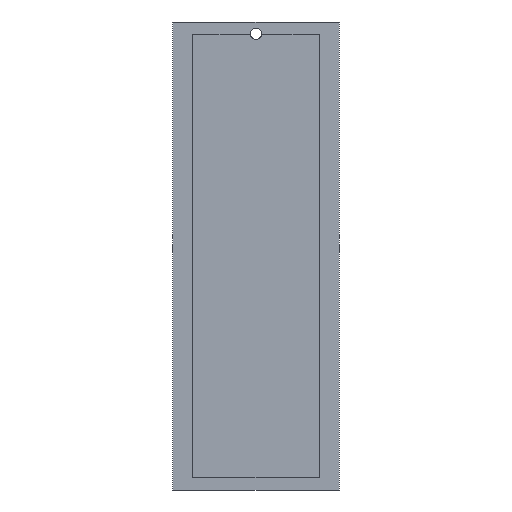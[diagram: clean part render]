
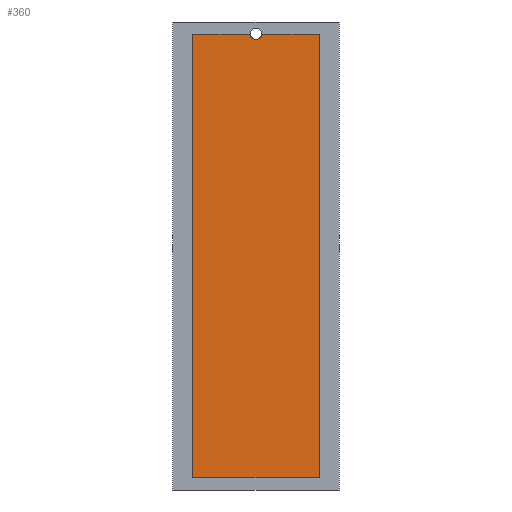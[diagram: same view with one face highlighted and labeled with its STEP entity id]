
A CAD part, front view. The second image highlights one B-rep face of the part: STEP entity #360.
In plain terms, the highlighted planar face has unit normal (0, -1, 0).
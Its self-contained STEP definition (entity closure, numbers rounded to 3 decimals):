
#2 = LINE ( 'NONE', #411, #240 ) ;
#32 = DIRECTION ( 'NONE',  ( 0., 1., 0. ) ) ;
#42 = CARTESIAN_POINT ( 'NONE',  ( 33.847, -3., 118.384 ) ) ;
#47 = DIRECTION ( 'NONE',  ( 0., 0., 1. ) ) ;
#80 = AXIS2_PLACEMENT_3D ( 'NONE', #338, #340, #114 ) ;
#84 = ORIENTED_EDGE ( 'NONE', *, *, #282, .T. ) ;
#95 = ORIENTED_EDGE ( 'NONE', *, *, #266, .T. ) ;
#101 = CIRCLE ( 'NONE', #109, 3. ) ;
#109 = AXIS2_PLACEMENT_3D ( 'NONE', #299, #32, #261 ) ;
#114 = DIRECTION ( 'NONE',  ( 0., 0., 1. ) ) ;
#117 = VERTEX_POINT ( 'NONE', #413 ) ;
#130 = DIRECTION ( 'NONE',  ( 0., 0., -1. ) ) ;
#133 = FACE_OUTER_BOUND ( 'NONE', #379, .T. ) ;
#160 = DIRECTION ( 'NONE',  ( -1., 0., 0. ) ) ;
#162 = CARTESIAN_POINT ( 'NONE',  ( -33.847, -3., -118.384 ) ) ;
#167 = VECTOR ( 'NONE', #445, 1000. ) ;
#181 = VERTEX_POINT ( 'NONE', #42 ) ;
#186 = CARTESIAN_POINT ( 'NONE',  ( -33.847, -3., 118.384 ) ) ;
#190 = VERTEX_POINT ( 'NONE', #162 ) ;
#198 = ORIENTED_EDGE ( 'NONE', *, *, #296, .T. ) ;
#200 = VECTOR ( 'NONE', #130, 1000. ) ;
#201 = DIRECTION ( 'NONE',  ( 1., 0., 0. ) ) ;
#202 = CARTESIAN_POINT ( 'NONE',  ( 33.847, -3., -118.384 ) ) ;
#220 = LINE ( 'NONE', #349, #399 ) ;
#222 = ORIENTED_EDGE ( 'NONE', *, *, #251, .T. ) ;
#240 = VECTOR ( 'NONE', #160, 1000. ) ;
#241 = CARTESIAN_POINT ( 'NONE',  ( -33.847, -3., 118.384 ) ) ;
#251 = EDGE_CURVE ( 'NONE', #297, #181, #220, .T. ) ;
#260 = EDGE_CURVE ( 'NONE', #181, #330, #2, .T. ) ;
#261 = DIRECTION ( 'NONE',  ( 0., 0., 1. ) ) ;
#266 = EDGE_CURVE ( 'NONE', #398, #190, #303, .T. ) ;
#277 = EDGE_CURVE ( 'NONE', #190, #297, #456, .T. ) ;
#282 = EDGE_CURVE ( 'NONE', #330, #117, #101, .T. ) ;
#296 = EDGE_CURVE ( 'NONE', #117, #398, #438, .T. ) ;
#297 = VERTEX_POINT ( 'NONE', #202 ) ;
#299 = CARTESIAN_POINT ( 'NONE',  ( 0., -3., 118.699 ) ) ;
#303 = LINE ( 'NONE', #439, #200 ) ;
#318 = CARTESIAN_POINT ( 'NONE',  ( -33.847, -3., -118.384 ) ) ;
#330 = VERTEX_POINT ( 'NONE', #366 ) ;
#338 = CARTESIAN_POINT ( 'NONE',  ( 0., -3., 0. ) ) ;
#340 = DIRECTION ( 'NONE',  ( 0., 1., 0. ) ) ;
#349 = CARTESIAN_POINT ( 'NONE',  ( 33.847, -3., -118.384 ) ) ;
#360 = ADVANCED_FACE ( 'NONE', ( #133 ), #405, .F. ) ;
#366 = CARTESIAN_POINT ( 'NONE',  ( 2.983, -3., 118.384 ) ) ;
#373 = ORIENTED_EDGE ( 'NONE', *, *, #260, .T. ) ;
#379 = EDGE_LOOP ( 'NONE', ( #373, #84, #198, #95, #395, #222 ) ) ;
#383 = VECTOR ( 'NONE', #201, 1000. ) ;
#395 = ORIENTED_EDGE ( 'NONE', *, *, #277, .T. ) ;
#398 = VERTEX_POINT ( 'NONE', #186 ) ;
#399 = VECTOR ( 'NONE', #47, 1000. ) ;
#405 = PLANE ( 'NONE',  #80 ) ;
#411 = CARTESIAN_POINT ( 'NONE',  ( -33.847, -3., 118.384 ) ) ;
#413 = CARTESIAN_POINT ( 'NONE',  ( -2.983, -3., 118.384 ) ) ;
#438 = LINE ( 'NONE', #241, #167 ) ;
#439 = CARTESIAN_POINT ( 'NONE',  ( -33.847, -3., -118.384 ) ) ;
#445 = DIRECTION ( 'NONE',  ( -1., 0., 0. ) ) ;
#456 = LINE ( 'NONE', #318, #383 ) ;
